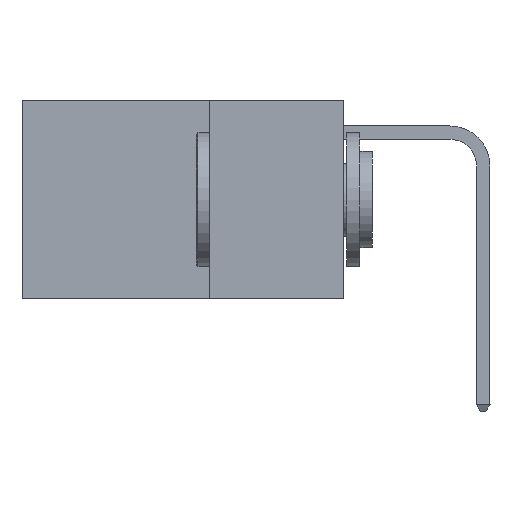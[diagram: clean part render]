
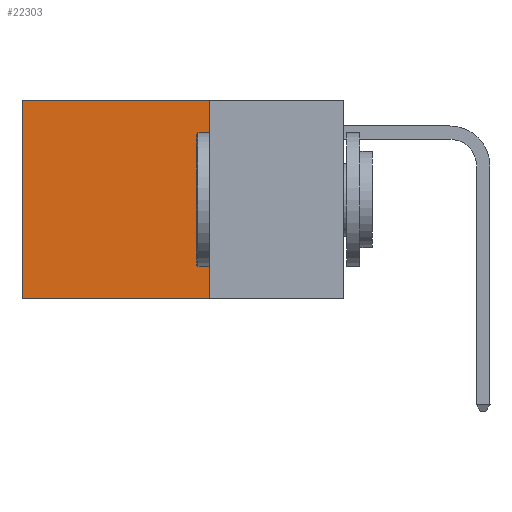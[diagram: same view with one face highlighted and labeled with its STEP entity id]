
A CAD part, left-side view. The second image highlights one B-rep face of the part: STEP entity #22303.
In plain terms, the highlighted planar face has unit normal (-1, 0, 0).
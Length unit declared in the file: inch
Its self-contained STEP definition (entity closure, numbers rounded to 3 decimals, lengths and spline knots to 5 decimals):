
#161 = VECTOR ( 'NONE', #15588, 39.37008 ) ;
#1135 = FACE_OUTER_BOUND ( 'NONE', #16201, .T. ) ;
#1216 = DIRECTION ( 'NONE',  ( 1., 0., 0. ) ) ;
#2496 = VECTOR ( 'NONE', #7942, 39.37008 ) ;
#3446 = EDGE_CURVE ( 'NONE', #25602, #8559, #5402, .T. ) ;
#3447 = VERTEX_POINT ( 'NONE', #9360 ) ;
#3767 = VECTOR ( 'NONE', #14804, 39.37008 ) ;
#3955 = VECTOR ( 'NONE', #8148, 39.37008 ) ;
#4776 = CARTESIAN_POINT ( 'NONE',  ( 0.2625, 0.25, 0. ) ) ;
#5402 = LINE ( 'NONE', #8560, #3955 ) ;
#5830 = EDGE_CURVE ( 'NONE', #25602, #3447, #25046, .T. ) ;
#7942 = DIRECTION ( 'NONE',  ( 0., 1., 0. ) ) ;
#8020 = PLANE ( 'NONE',  #19924 ) ;
#8148 = DIRECTION ( 'NONE',  ( 0., 0., -1. ) ) ;
#8559 = VERTEX_POINT ( 'NONE', #14789 ) ;
#8560 = CARTESIAN_POINT ( 'NONE',  ( 0.2625, 0.25, 0. ) ) ;
#8916 = ORIENTED_EDGE ( 'NONE', *, *, #3446, .F. ) ;
#9360 = CARTESIAN_POINT ( 'NONE',  ( 0.2625, 0.6, 0. ) ) ;
#9901 = LINE ( 'NONE', #23654, #3767 ) ;
#11958 = ORIENTED_EDGE ( 'NONE', *, *, #23582, .F. ) ;
#13879 = EDGE_CURVE ( 'NONE', #3447, #19800, #9901, .T. ) ;
#14789 = CARTESIAN_POINT ( 'NONE',  ( 0.2625, 0.25, -0.37 ) ) ;
#14804 = DIRECTION ( 'NONE',  ( 0., 0., -1. ) ) ;
#15021 = CARTESIAN_POINT ( 'NONE',  ( 0.2625, 0.25, 0. ) ) ;
#15588 = DIRECTION ( 'NONE',  ( 0., 1., 0. ) ) ;
#16201 = EDGE_LOOP ( 'NONE', ( #23941, #11958, #8916, #25810 ) ) ;
#16366 = CARTESIAN_POINT ( 'NONE',  ( 0.2625, 0.25, 0. ) ) ;
#17325 = DIRECTION ( 'NONE',  ( 0., 0., -1. ) ) ;
#19355 = CARTESIAN_POINT ( 'NONE',  ( 0.2625, 0.25, -0.37 ) ) ;
#19800 = VERTEX_POINT ( 'NONE', #24334 ) ;
#19924 = AXIS2_PLACEMENT_3D ( 'NONE', #15021, #1216, #17325 ) ;
#22303 = ADVANCED_FACE ( 'NONE', ( #1135 ), #8020, .F. ) ;
#23582 = EDGE_CURVE ( 'NONE', #8559, #19800, #26553, .T. ) ;
#23654 = CARTESIAN_POINT ( 'NONE',  ( 0.2625, 0.6, 0. ) ) ;
#23941 = ORIENTED_EDGE ( 'NONE', *, *, #13879, .T. ) ;
#24334 = CARTESIAN_POINT ( 'NONE',  ( 0.2625, 0.6, -0.37 ) ) ;
#25046 = LINE ( 'NONE', #16366, #161 ) ;
#25602 = VERTEX_POINT ( 'NONE', #4776 ) ;
#25810 = ORIENTED_EDGE ( 'NONE', *, *, #5830, .T. ) ;
#26553 = LINE ( 'NONE', #19355, #2496 ) ;
